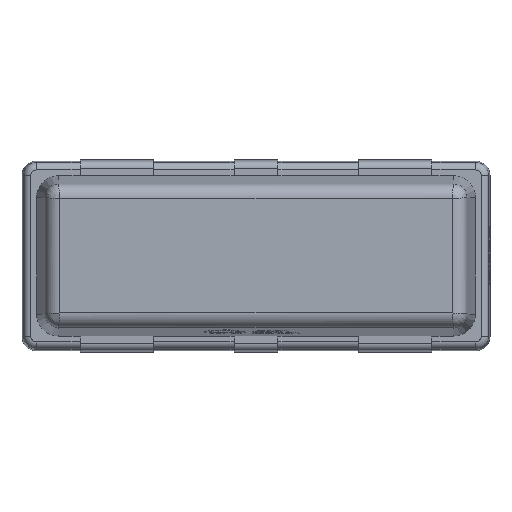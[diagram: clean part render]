
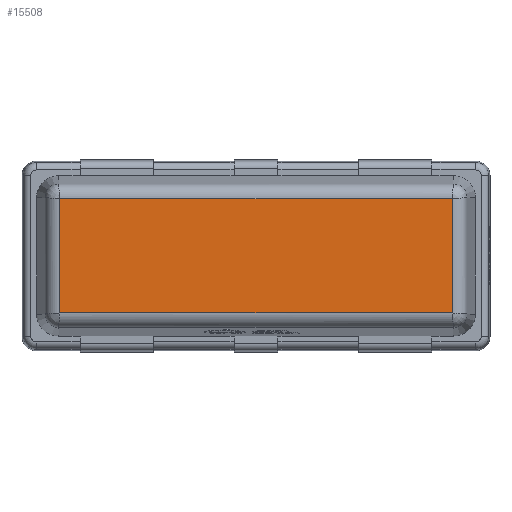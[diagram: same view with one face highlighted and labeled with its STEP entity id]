
A CAD part, top view. The second image highlights one B-rep face of the part: STEP entity #15508.
In plain terms, the highlighted planar face has unit normal (0, 0, 1).
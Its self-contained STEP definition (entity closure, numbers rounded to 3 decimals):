
#830 = EDGE_CURVE ( 'NONE', #9885, #1285, #3016, .T. ) ;
#1285 = VERTEX_POINT ( 'NONE', #9059 ) ;
#1460 = VERTEX_POINT ( 'NONE', #9448 ) ;
#1471 = PLANE ( 'NONE',  #13142 ) ;
#1596 = CARTESIAN_POINT ( 'NONE',  ( -1.347, 0.39, 0.81 ) ) ;
#2293 = LINE ( 'NONE', #8217, #10606 ) ;
#2520 = EDGE_CURVE ( 'NONE', #1285, #1460, #2293, .T. ) ;
#2527 = CARTESIAN_POINT ( 'NONE',  ( 1.34, -0.39, 0.81 ) ) ;
#3016 = LINE ( 'NONE', #1596, #4052 ) ;
#3395 = CARTESIAN_POINT ( 'NONE',  ( 1.34, 0.397, 0.81 ) ) ;
#3632 = EDGE_LOOP ( 'NONE', ( #8627, #7918, #8899, #6346 ) ) ;
#4041 = DIRECTION ( 'NONE',  ( 1., 0., 0. ) ) ;
#4052 = VECTOR ( 'NONE', #10411, 1000. ) ;
#4240 = CARTESIAN_POINT ( 'NONE',  ( 1.347, -0.397, 0.81 ) ) ;
#5787 = FACE_OUTER_BOUND ( 'NONE', #3632, .T. ) ;
#6346 = ORIENTED_EDGE ( 'NONE', *, *, #830, .T. ) ;
#6975 = EDGE_CURVE ( 'NONE', #1460, #12120, #12217, .T. ) ;
#7918 = ORIENTED_EDGE ( 'NONE', *, *, #6975, .T. ) ;
#8217 = CARTESIAN_POINT ( 'NONE',  ( -1.34, -0.397, 0.81 ) ) ;
#8627 = ORIENTED_EDGE ( 'NONE', *, *, #2520, .T. ) ;
#8899 = ORIENTED_EDGE ( 'NONE', *, *, #13140, .T. ) ;
#9059 = CARTESIAN_POINT ( 'NONE',  ( -1.34, 0.39, 0.81 ) ) ;
#9290 = CARTESIAN_POINT ( 'NONE',  ( 1.347, -0.39, 0.81 ) ) ;
#9448 = CARTESIAN_POINT ( 'NONE',  ( -1.34, -0.39, 0.81 ) ) ;
#9885 = VERTEX_POINT ( 'NONE', #14212 ) ;
#10411 = DIRECTION ( 'NONE',  ( -1., 0., 0. ) ) ;
#10606 = VECTOR ( 'NONE', #18728, 1000. ) ;
#10695 = LINE ( 'NONE', #3395, #16844 ) ;
#10885 = DIRECTION ( 'NONE',  ( 0., 1., 0. ) ) ;
#12030 = DIRECTION ( 'NONE',  ( 1., 0., 0. ) ) ;
#12120 = VERTEX_POINT ( 'NONE', #2527 ) ;
#12217 = LINE ( 'NONE', #9290, #14037 ) ;
#13140 = EDGE_CURVE ( 'NONE', #12120, #9885, #10695, .T. ) ;
#13142 = AXIS2_PLACEMENT_3D ( 'NONE', #4240, #13223, #4041 ) ;
#13223 = DIRECTION ( 'NONE',  ( 0., 0., 1. ) ) ;
#14037 = VECTOR ( 'NONE', #12030, 1000. ) ;
#14212 = CARTESIAN_POINT ( 'NONE',  ( 1.34, 0.39, 0.81 ) ) ;
#15508 = ADVANCED_FACE ( 'NONE', ( #5787 ), #1471, .T. ) ;
#16844 = VECTOR ( 'NONE', #10885, 1000. ) ;
#18728 = DIRECTION ( 'NONE',  ( 0., -1., 0. ) ) ;
